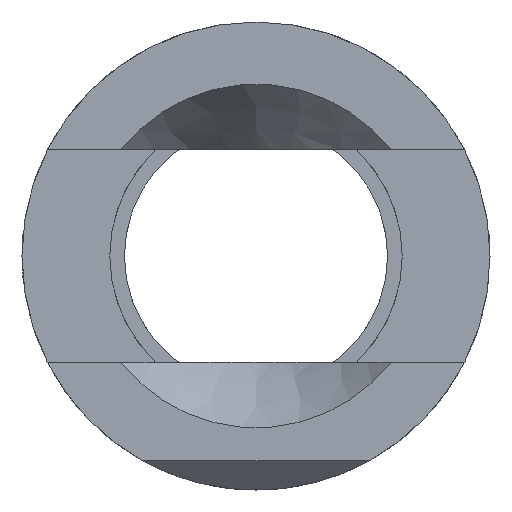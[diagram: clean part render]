
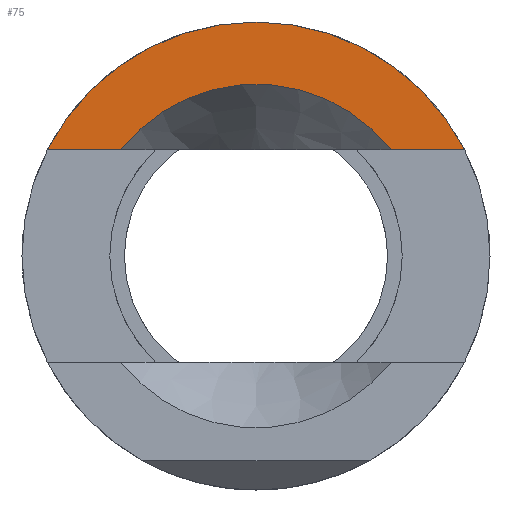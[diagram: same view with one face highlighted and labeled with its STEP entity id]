
A CAD part, left-side view. The second image highlights one B-rep face of the part: STEP entity #75.
In plain terms, the highlighted planar face has unit normal (-1, 0, 0).
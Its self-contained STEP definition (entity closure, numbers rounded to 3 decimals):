
#75 = ADVANCED_FACE( '', ( #176 ), #177, .T. );
#176 = FACE_OUTER_BOUND( '', #311, .T. );
#177 = PLANE( '', #312 );
#311 = EDGE_LOOP( '', ( #470, #471, #472, #473 ) );
#312 = AXIS2_PLACEMENT_3D( '', #474, #475, #476 );
#470 = ORIENTED_EDGE( '', *, *, #792, .F. );
#471 = ORIENTED_EDGE( '', *, *, #793, .T. );
#472 = ORIENTED_EDGE( '', *, *, #794, .F. );
#473 = ORIENTED_EDGE( '', *, *, #795, .F. );
#474 = CARTESIAN_POINT( '', ( -25.338, 11.75, 0. ) );
#475 = DIRECTION( '', ( -1., 0., 0. ) );
#476 = DIRECTION( '', ( 0., 0., 1. ) );
#792 = EDGE_CURVE( '', #944, #945, #946, .T. );
#793 = EDGE_CURVE( '', #944, #947, #948, .T. );
#794 = EDGE_CURVE( '', #949, #947, #950, .T. );
#795 = EDGE_CURVE( '', #945, #949, #951, .T. );
#944 = VERTEX_POINT( '', #1285 );
#945 = VERTEX_POINT( '', #1286 );
#946 = LINE( '', #1287, #1288 );
#947 = VERTEX_POINT( '', #1289 );
#948 = CIRCLE( '', #1290, 16. );
#949 = VERTEX_POINT( '', #1291 );
#950 = LINE( '', #1292, #1293 );
#951 = CIRCLE( '', #1294, 11.75 );
#1285 = CARTESIAN_POINT( '', ( -25.338, -14.263, 7.25 ) );
#1286 = CARTESIAN_POINT( '', ( -25.338, -9.247, 7.25 ) );
#1287 = CARTESIAN_POINT( '', ( -25.338, 11.75, 7.25 ) );
#1288 = VECTOR( '', #1637, 1000. );
#1289 = CARTESIAN_POINT( '', ( -25.338, 14.263, 7.25 ) );
#1290 = AXIS2_PLACEMENT_3D( '', #1638, #1639, #1640 );
#1291 = CARTESIAN_POINT( '', ( -25.338, 9.247, 7.25 ) );
#1292 = CARTESIAN_POINT( '', ( -25.338, 11.75, 7.25 ) );
#1293 = VECTOR( '', #1641, 1000. );
#1294 = AXIS2_PLACEMENT_3D( '', #1642, #1643, #1644 );
#1637 = DIRECTION( '', ( 0., 1., 0. ) );
#1638 = CARTESIAN_POINT( '', ( -25.338, 0., 0. ) );
#1639 = DIRECTION( '', ( -1., 0., 0. ) );
#1640 = DIRECTION( '', ( 0., 0., 1. ) );
#1641 = DIRECTION( '', ( 0., 1., 0. ) );
#1642 = CARTESIAN_POINT( '', ( -25.338, 0., 0. ) );
#1643 = DIRECTION( '', ( -1., 0., 0. ) );
#1644 = DIRECTION( '', ( 0., 0., 1. ) );
